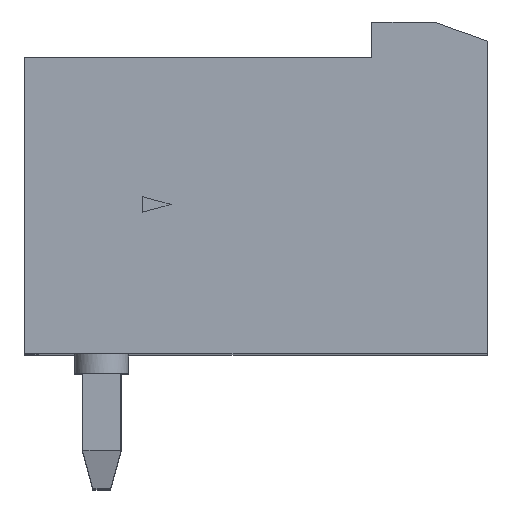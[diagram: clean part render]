
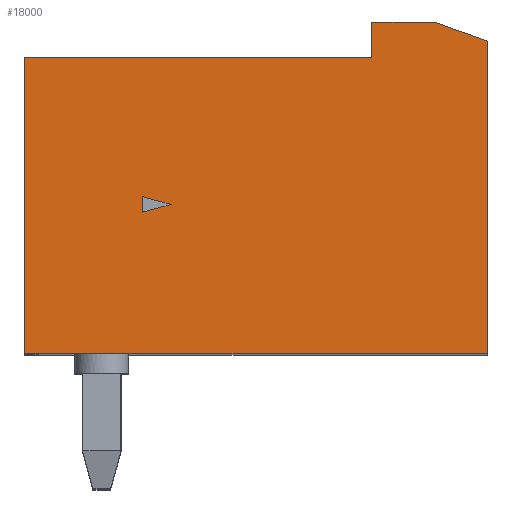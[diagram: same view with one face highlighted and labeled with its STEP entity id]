
A CAD part, top view. The second image highlights one B-rep face of the part: STEP entity #18000.
In plain terms, the highlighted planar face has unit normal (0, 0, 1).
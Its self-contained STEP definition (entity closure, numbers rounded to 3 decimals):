
#16540=CARTESIAN_POINT('',(45.627,45.443
   ,3.54));
#16550=VERTEX_POINT('',#16540);
#16580=CARTESIAN_POINT('',(0.,45.443
   ,3.54));
#16590=DIRECTION('',(1.,0.,
   0.));
#16600=VECTOR('',#16590,1.);
#16610=LINE('',#16580,#16600);
#16620=CARTESIAN_POINT('',(36.627,45.443
   ,3.54));
#16630=VERTEX_POINT('',#16620);
#16640=EDGE_CURVE('',#16630,#16550,#16610,.T.);
#17200=CARTESIAN_POINT('',(46.923,38.338
   ,3.54));
#17210=DIRECTION('',(0.,0.,
   1.));
#17220=DIRECTION('',(1.,0.,
   0.));
#17230=AXIS2_PLACEMENT_3D('',#17200,#17210,#17220);
#17240=PLANE('',#17230);
#17250=CARTESIAN_POINT('',(0.,37.773
   ,3.54));
#17260=DIRECTION('',(-1.,0.,
   0.));
#17270=VECTOR('',#17260,1.);
#17280=LINE('',#17250,#17270);
#17290=CARTESIAN_POINT('',(48.627,37.773
   ,3.54));
#17300=VERTEX_POINT('',#17290);
#17310=CARTESIAN_POINT('',(36.627,37.773
   ,3.54));
#17320=VERTEX_POINT('',#17310);
#17330=EDGE_CURVE('',#17300,#17320,#17280,.T.);
#17340=ORIENTED_EDGE('',*,*,#17330,.F.);
#17350=CARTESIAN_POINT('',(36.627,0.
   ,3.54));
#17360=DIRECTION('',(0.,-1.,
   0.));
#17370=VECTOR('',#17360,1.);
#17380=LINE('',#17350,#17370);
#17390=EDGE_CURVE('',#16630,#17320,#17380,.T.);
#17400=ORIENTED_EDGE('',*,*,#17390,.T.);
#17410=ORIENTED_EDGE('',*,*,#16640,.F.);
#17420=CARTESIAN_POINT('',(45.627,0.
   ,3.54));
#17430=DIRECTION('',(0.,1.,
   0.));
#17440=VECTOR('',#17430,1.);
#17450=LINE('',#17420,#17440);
#17460=CARTESIAN_POINT('',(45.627,46.373
   ,3.54));
#17470=VERTEX_POINT('',#17460);
#17480=EDGE_CURVE('',#16550,#17470,#17450,.T.);
#17490=ORIENTED_EDGE('',*,*,#17480,.F.);
#17500=CARTESIAN_POINT('',(0.,46.373
   ,3.54));
#17510=DIRECTION('',(1.,0.,
   0.));
#17520=VECTOR('',#17510,1.);
#17530=LINE('',#17500,#17520);
#17540=CARTESIAN_POINT('',(47.253,46.373
   ,3.54));
#17550=VERTEX_POINT('',#17540);
#17560=EDGE_CURVE('',#17470,#17550,#17530,.T.);
#17570=ORIENTED_EDGE('',*,*,#17560,.F.);
#17580=CARTESIAN_POINT('',(0.,63.571
   ,3.54));
#17590=DIRECTION('',(0.94,-0.342,
   0.));
#17600=VECTOR('',#17590,1.);
#17610=LINE('',#17580,#17600);
#17620=CARTESIAN_POINT('',(48.627,45.873
   ,3.54));
#17630=VERTEX_POINT('',#17620);
#17640=EDGE_CURVE('',#17550,#17630,#17610,.T.);
#17650=ORIENTED_EDGE('',*,*,#17640,.F.);
#17660=CARTESIAN_POINT('',(48.627,0.
   ,3.54));
#17670=DIRECTION('',(0.,-1.,
   0.));
#17680=VECTOR('',#17670,1.);
#17690=LINE('',#17660,#17680);
#17700=EDGE_CURVE('',#17630,#17300,#17690,.T.);
#17710=ORIENTED_EDGE('',*,*,#17700,.F.);
#17720=EDGE_LOOP('',(#17710,#17650,#17570,#17490,#17410,#17400,#17340));
#17730=FACE_OUTER_BOUND('',#17720,.T.);
#17740=CARTESIAN_POINT('',(39.677,0.
   ,3.54));
#17750=DIRECTION('',(0.,1.,
   0.));
#17760=VECTOR('',#17750,1.);
#17770=LINE('',#17740,#17760);
#17780=CARTESIAN_POINT('',(39.677,41.442
   ,3.54));
#17790=VERTEX_POINT('',#17780);
#17800=CARTESIAN_POINT('',(39.677,41.844
   ,3.54));
#17810=VERTEX_POINT('',#17800);
#17820=EDGE_CURVE('',#17790,#17810,#17770,.T.);
#17830=ORIENTED_EDGE('',*,*,#17820,.T.);
#17840=CARTESIAN_POINT('',(0.,30.81
   ,3.54));
#17850=DIRECTION('',(-0.966,-0.259,
   0.));
#17860=VECTOR('',#17850,1.);
#17870=LINE('',#17840,#17860);
#17880=CARTESIAN_POINT('',(40.427,41.643
   ,3.54));
#17890=VERTEX_POINT('',#17880);
#17900=EDGE_CURVE('',#17890,#17790,#17870,.T.);
#17910=ORIENTED_EDGE('',*,*,#17900,.T.);
#17920=CARTESIAN_POINT('',(0.,52.475
   ,3.54));
#17930=DIRECTION('',(0.966,-0.259,
   0.));
#17940=VECTOR('',#17930,1.);
#17950=LINE('',#17920,#17940);
#17960=EDGE_CURVE('',#17810,#17890,#17950,.T.);
#17970=ORIENTED_EDGE('',*,*,#17960,.T.);
#17980=EDGE_LOOP('',(#17970,#17910,#17830));
#17990=FACE_BOUND('',#17980,.T.);
#18000=ADVANCED_FACE('',(#17730,#17990),#17240,.T.);
